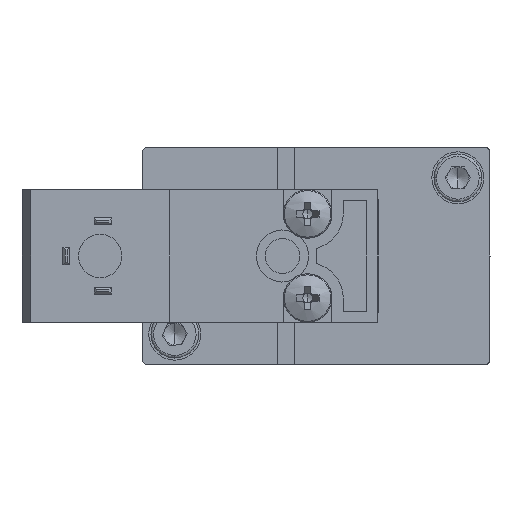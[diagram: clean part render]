
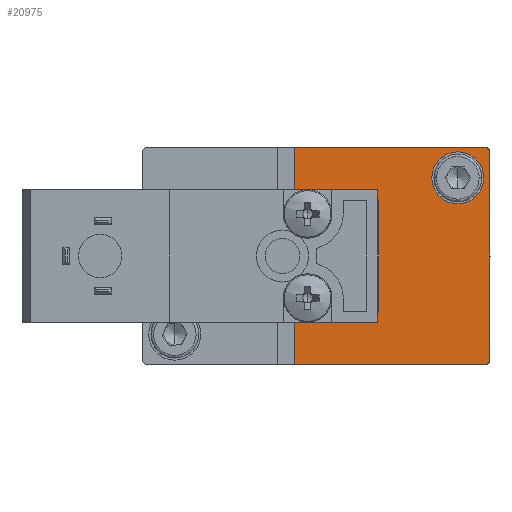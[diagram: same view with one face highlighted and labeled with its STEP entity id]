
A CAD part, left-side view. The second image highlights one B-rep face of the part: STEP entity #20975.
In plain terms, the highlighted planar face has unit normal (-1, 0, 0).
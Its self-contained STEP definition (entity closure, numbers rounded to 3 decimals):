
#328 = FACE_OUTER_BOUND ( 'NONE', #3317, .T. ) ;
#1279 = VERTEX_POINT ( 'NONE', #10341 ) ;
#1616 = VERTEX_POINT ( 'NONE', #11618 ) ;
#1850 = ORIENTED_EDGE ( 'NONE', *, *, #7217, .T. ) ;
#2020 = PLANE ( 'NONE',  #16819 ) ;
#2048 = DIRECTION ( 'NONE',  ( 0., -1., 0. ) ) ;
#2097 = DIRECTION ( 'NONE',  ( -1., 0., 0. ) ) ;
#2239 = CARTESIAN_POINT ( 'NONE',  ( -77., 0., 0. ) ) ;
#2605 = DIRECTION ( 'NONE',  ( 0., -1., 0. ) ) ;
#3310 = DIRECTION ( 'NONE',  ( 1., 0., 0. ) ) ;
#3317 = EDGE_LOOP ( 'NONE', ( #1850, #13982, #17452, #10222, #16488, #15191 ) ) ;
#3538 = CARTESIAN_POINT ( 'NONE',  ( -77., 0., 0. ) ) ;
#3561 = DIRECTION ( 'NONE',  ( 0., -1., 0. ) ) ;
#3722 = DIRECTION ( 'NONE',  ( 0., -1., 0. ) ) ;
#3755 = DIRECTION ( 'NONE',  ( 1., 0., 0. ) ) ;
#3777 = CARTESIAN_POINT ( 'NONE',  ( -77., 3.7, 21.5 ) ) ;
#3813 = CARTESIAN_POINT ( 'NONE',  ( -77., 0.5, 25. ) ) ;
#4838 = CARTESIAN_POINT ( 'NONE',  ( -77., 22.5, 0. ) ) ;
#4914 = CIRCLE ( 'NONE', #20639, 0.5 ) ;
#5047 = CIRCLE ( 'NONE', #14376, 3. ) ;
#5051 = VECTOR ( 'NONE', #17503, 1000. ) ;
#5174 = CARTESIAN_POINT ( 'NONE',  ( -77., 3.7, 21.5 ) ) ;
#5429 = EDGE_CURVE ( 'NONE', #20052, #1279, #5047, .T. ) ;
#5786 = LINE ( 'NONE', #17523, #5051 ) ;
#6294 = CARTESIAN_POINT ( 'NONE',  ( -77., 0., 0.5 ) ) ;
#7217 = EDGE_CURVE ( 'NONE', #8495, #12649, #22298, .T. ) ;
#8495 = VERTEX_POINT ( 'NONE', #6294 ) ;
#8871 = CIRCLE ( 'NONE', #17392, 0.5 ) ;
#9141 = CARTESIAN_POINT ( 'NONE',  ( -77., 22.5, 0. ) ) ;
#9313 = DIRECTION ( 'NONE',  ( 0., 0., -1. ) ) ;
#9380 = VECTOR ( 'NONE', #21733, 1000. ) ;
#10222 = ORIENTED_EDGE ( 'NONE', *, *, #17194, .T. ) ;
#10341 = CARTESIAN_POINT ( 'NONE',  ( -77., 0.7, 21.5 ) ) ;
#11060 = VECTOR ( 'NONE', #3561, 1000. ) ;
#11101 = LINE ( 'NONE', #3538, #11060 ) ;
#11309 = VERTEX_POINT ( 'NONE', #14514 ) ;
#11618 = CARTESIAN_POINT ( 'NONE',  ( -77., 0.5, 0. ) ) ;
#11730 = DIRECTION ( 'NONE',  ( 0., -1., 0. ) ) ;
#11778 = DIRECTION ( 'NONE',  ( -1., 0., 0. ) ) ;
#11803 = CARTESIAN_POINT ( 'NONE',  ( -77., 0.5, 24.5 ) ) ;
#12340 = EDGE_LOOP ( 'NONE', ( #20543, #14475 ) ) ;
#12649 = VERTEX_POINT ( 'NONE', #17252 ) ;
#13982 = ORIENTED_EDGE ( 'NONE', *, *, #20284, .T. ) ;
#14376 = AXIS2_PLACEMENT_3D ( 'NONE', #3777, #3755, #3722 ) ;
#14475 = ORIENTED_EDGE ( 'NONE', *, *, #5429, .T. ) ;
#14514 = CARTESIAN_POINT ( 'NONE',  ( -77., 22.5, 25. ) ) ;
#15023 = EDGE_CURVE ( 'NONE', #8495, #1616, #4914, .T. ) ;
#15050 = EDGE_CURVE ( 'NONE', #15905, #11309, #5786, .T. ) ;
#15123 = CARTESIAN_POINT ( 'NONE',  ( -77., 6.7, 21.5 ) ) ;
#15191 = ORIENTED_EDGE ( 'NONE', *, *, #15023, .F. ) ;
#15544 = VERTEX_POINT ( 'NONE', #4838 ) ;
#15905 = VERTEX_POINT ( 'NONE', #3813 ) ;
#16488 = ORIENTED_EDGE ( 'NONE', *, *, #19496, .T. ) ;
#16819 = AXIS2_PLACEMENT_3D ( 'NONE', #2239, #2097, #2048 ) ;
#17194 = EDGE_CURVE ( 'NONE', #11309, #15544, #19044, .T. ) ;
#17252 = CARTESIAN_POINT ( 'NONE',  ( -77., 0., 24.5 ) ) ;
#17392 = AXIS2_PLACEMENT_3D ( 'NONE', #11803, #11778, #11730 ) ;
#17452 = ORIENTED_EDGE ( 'NONE', *, *, #15050, .T. ) ;
#17499 = EDGE_CURVE ( 'NONE', #1279, #20052, #20433, .T. ) ;
#17503 = DIRECTION ( 'NONE',  ( 0., 1., 0. ) ) ;
#17523 = CARTESIAN_POINT ( 'NONE',  ( -77., 40., 25. ) ) ;
#18191 = DIRECTION ( 'NONE',  ( 0., -1., 0. ) ) ;
#18227 = DIRECTION ( 'NONE',  ( 1., 0., 0. ) ) ;
#18273 = CARTESIAN_POINT ( 'NONE',  ( -77., 0.5, 0.5 ) ) ;
#19044 = LINE ( 'NONE', #9141, #19118 ) ;
#19118 = VECTOR ( 'NONE', #9313, 1000. ) ;
#19321 = AXIS2_PLACEMENT_3D ( 'NONE', #5174, #3310, #2605 ) ;
#19496 = EDGE_CURVE ( 'NONE', #15544, #1616, #11101, .T. ) ;
#20052 = VERTEX_POINT ( 'NONE', #15123 ) ;
#20284 = EDGE_CURVE ( 'NONE', #12649, #15905, #8871, .T. ) ;
#20433 = CIRCLE ( 'NONE', #19321, 3. ) ;
#20543 = ORIENTED_EDGE ( 'NONE', *, *, #17499, .T. ) ;
#20639 = AXIS2_PLACEMENT_3D ( 'NONE', #18273, #18227, #18191 ) ;
#20968 = FACE_BOUND ( 'NONE', #12340, .T. ) ;
#20975 = ADVANCED_FACE ( 'NONE', ( #328, #20968 ), #2020, .T. ) ;
#21733 = DIRECTION ( 'NONE',  ( 0., 0., 1. ) ) ;
#21766 = CARTESIAN_POINT ( 'NONE',  ( -77., 0., 0. ) ) ;
#22298 = LINE ( 'NONE', #21766, #9380 ) ;
